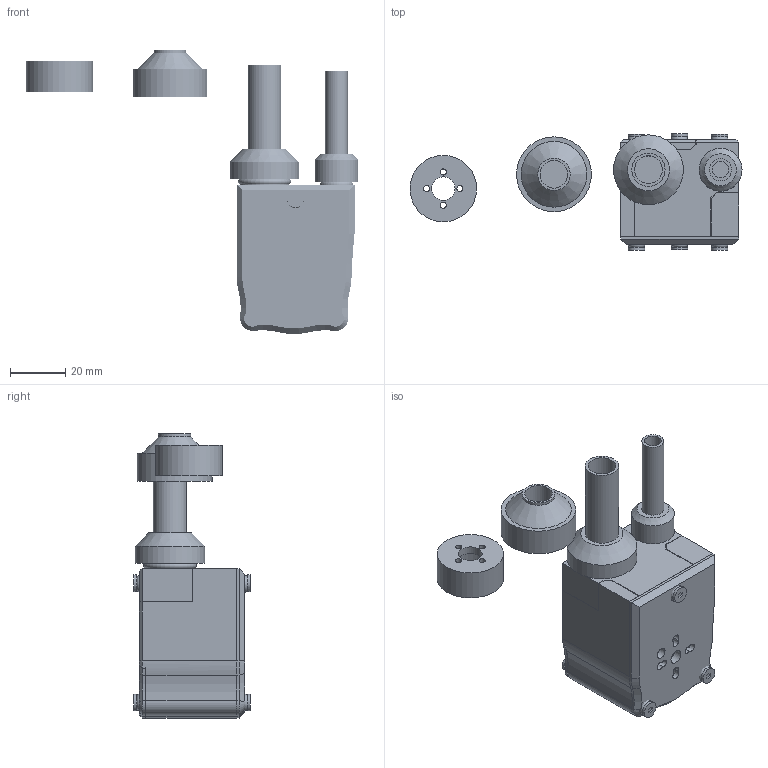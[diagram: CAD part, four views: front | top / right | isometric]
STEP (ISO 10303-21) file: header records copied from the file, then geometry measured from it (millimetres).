
FILE_DESCRIPTION(/* description */ ('','CAx-IF Rec.Pracs.---Representation and Presentation of Product Manufacturing Information (PMI)---4.0---2014-10-13'),/* implementation_level */ '2;1');
FILE_NAME(/* name */ 'statiTenz_regulator_nitropump_pump.step',/* time_stamp */ '2025-02-03T19:37:52+03:00',/* author */ (''),/* organization */ (''),/* preprocessor_version */ 'ST-DEVELOPER v20',/* originating_system */ 'Autodesk Translation Framework v13.20.0.188',/* authorisation */ '');
FILE_SCHEMA (('AP242_MANAGED_MODEL_BASED_3D_ENGINEERING_MIM_LF { 1 0 10303 442 1 1 4 }'));
Length unit declared in the file: millimetre
Products named in the file (20): statiTenz_regulator_nitropump_pump; housing; bottom_lid; top_lid; manifold; impeller; washer; bearing_removing_jig_1; bearing_removing_jig_2; T-MOTOR F2203.5 1500KV; o_ring_19x2.4_VMQ; o_ring_18x2.4_VMQ; o_ring_13x2.4_VMQ; compression_fitting_12mm_3/8; compression_fitting_8mm_1/8; stainless_pipe_12mm; stainless_pipe_8mm; o_ring_2x6x2_VMQ; screw_M3x10_flat_head_hex; insert_m3_5.7mm_flange
Assembly tree (34 placements, depth 2):
  statiTenz_regulator_nitropump_pump
    housing
    bottom_lid
    top_lid
    manifold
    impeller
    washer
    bearing_removing_jig_1
    bearing_removing_jig_2
    T-MOTOR F2203.5 1500KV
    o_ring_19x2.4_VMQ
    o_ring_18x2.4_VMQ
    o_ring_13x2.4_VMQ
    compression_fitting_12mm_3/8
    compression_fitting_8mm_1/8
    stainless_pipe_12mm
    stainless_pipe_8mm
    o_ring_2x6x2_VMQ  x6
    screw_M3x10_flat_head_hex  x6
    insert_m3_5.7mm_flange  x6
Bounding box: 119.78 x 41.89 x 102.47 mm (x, y, z)
Volume: 77350 mm3; surface area: 48933.4 mm2
Topology: 34 solids, 34 shells, 816 faces, 2161 edges, 1425 vertices
Faces by surface type: cylinder 551, plane 183, bspline 42, cone 29, torus 11
Full cylindrical faces by diameter (mm): 2.2 x4, 2.356 x42, 2.529 x36, 2.927 x72, 3 x1, 3.086 x18, 3.1 x2, 3.4 x3, 4 x10, 4.234 x4, 5 x2, 5.12 x3, 5.2 x1, 5.4 x1, 5.7 x12, 6 x7, 8 x1, 8.5 x1, 8.707 x1, 9.167 x1, 9.728 x9, 10 x2, 11 x1, 11.7 x1, 12 x2, 15.172 x1, 15.503 x1, 16.662 x7, 17 x1, 18 x1
Entity records: 27055 total; most frequent: CARTESIAN_POINT 17465, ORIENTED_EDGE 1898, DIRECTION 1769, EDGE_CURVE 949, AXIS2_PLACEMENT_3D 685, VERTEX_POINT 619, EDGE_LOOP 454, LINE 399
